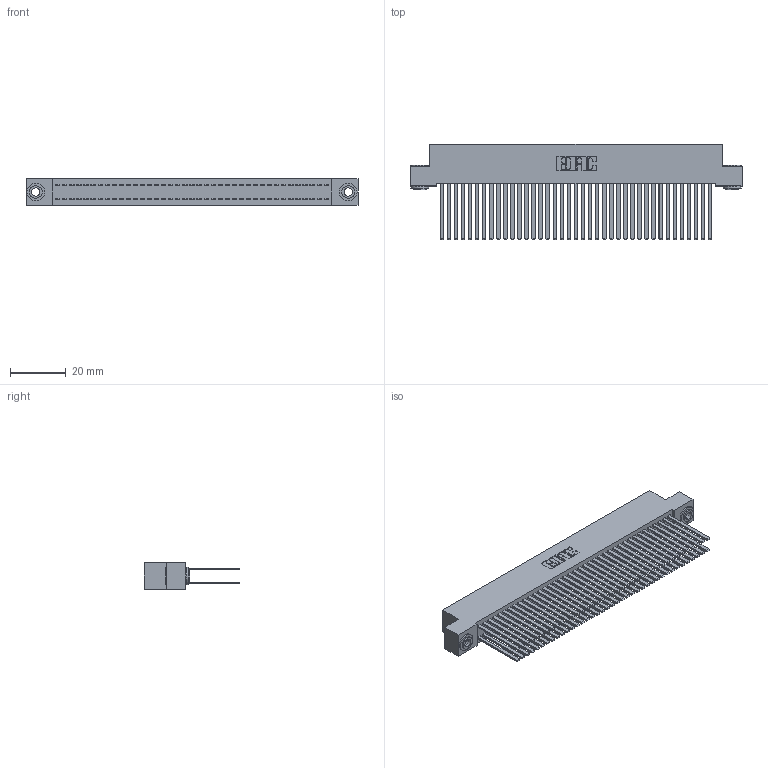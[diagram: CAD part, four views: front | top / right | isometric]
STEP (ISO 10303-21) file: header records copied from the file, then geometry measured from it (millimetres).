
FILE_DESCRIPTION (( 'STEP AP203' ), '1' );
FILE_NAME ('342-078-544-203.STEP', '2019-10-04T11:15:45', ( '' ), ( '' ), 'SwSTEP 2.0', 'SolidWorks 2016', '' );
FILE_SCHEMA (( 'CONFIG_CONTROL_DESIGN' ));
Length unit declared in the file: inch
Products named in the file (4): 345-292-001_345-293-144; 342-250-002_345-250-002-102; 342-078-544-203; 342 Part_.156 TH
Assembly tree (81 placements, depth 2):
  342-078-544-203
    342 Part_.156 TH
    345-292-001_345-293-144  x78
    342-250-002_345-250-002-102  x2
Bounding box: 119.38 x 34.3 x 9.4 mm (x, y, z)
Volume: 11828.3 mm3; surface area: 22421.7 mm2
Topology: 81 solids, 81 shells, 3736 faces, 11061 edges, 7266 vertices
Faces by surface type: plane 2572, cylinder 1156, cone 8
Entity records: 25812 total; most frequent: CARTESIAN_POINT 4253, ORIENTED_EDGE 4182, DIRECTION 3669, EDGE_CURVE 2091, VECTOR 1943, LINE 1943, VERTEX_POINT 1390, AXIS2_PLACEMENT_3D 863
